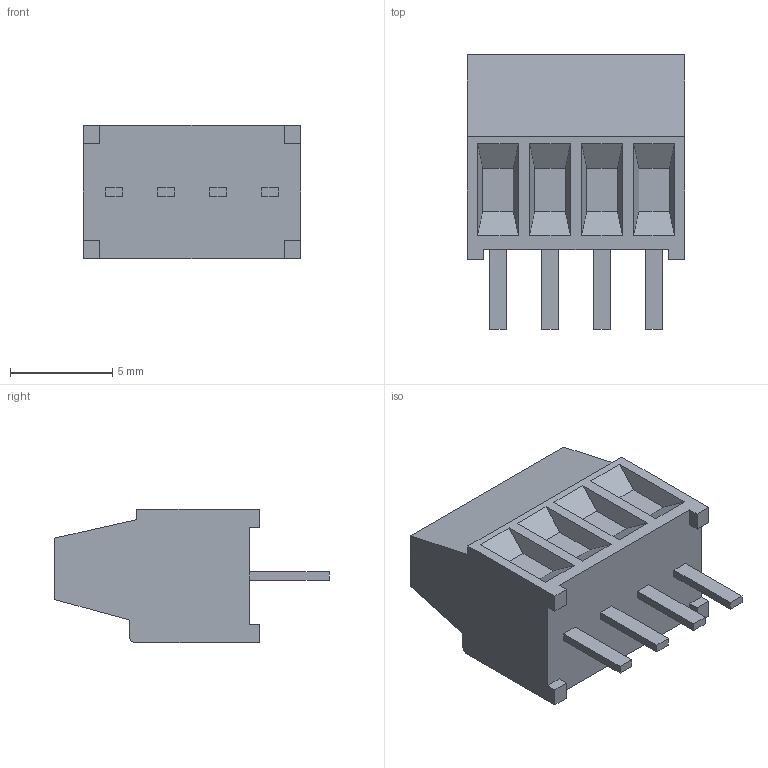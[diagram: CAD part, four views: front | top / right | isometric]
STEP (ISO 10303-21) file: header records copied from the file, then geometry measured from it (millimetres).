
FILE_DESCRIPTION(/* description */ (''),/* implementation_level */ '2;1');
FILE_NAME(/* name */ '4PinTerminalBlock.step',/* time_stamp */ '2019-08-10T09:08:15-04:00',/* author */ (''),/* organization */ (''),/* preprocessor_version */ 'ST-DEVELOPER v18',/* originating_system */ 'Autodesk Translation Framework v8.2.0.1029',/* authorisation */ '');
FILE_SCHEMA (('AUTOMOTIVE_DESIGN { 1 0 10303 214 3 1 1 }'));
Length unit declared in the file: millimetre
Products named in the file (1): c-282834-4-c-3d
Bounding box: 10.62 x 13.4 x 6.5 mm (x, y, z)
Volume: 499.7 mm3; surface area: 559.1 mm2
Topology: 1 solids, 1 shells, 127 faces, 331 edges, 218 vertices
Faces by surface type: plane 118, cylinder 9
Full cylindrical faces by diameter (mm): 2.1 x4
Entity records: 3918 total; most frequent: CARTESIAN_POINT 677, ORIENTED_EDGE 662, DIRECTION 621, EDGE_CURVE 331, LINE 297, VECTOR 297, VERTEX_POINT 218, AXIS2_PLACEMENT_3D 162
